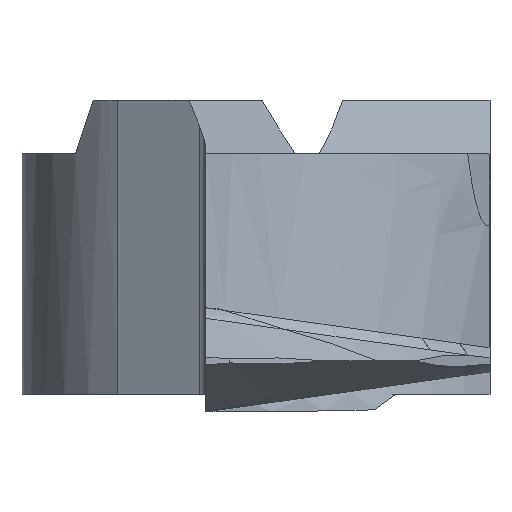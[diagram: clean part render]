
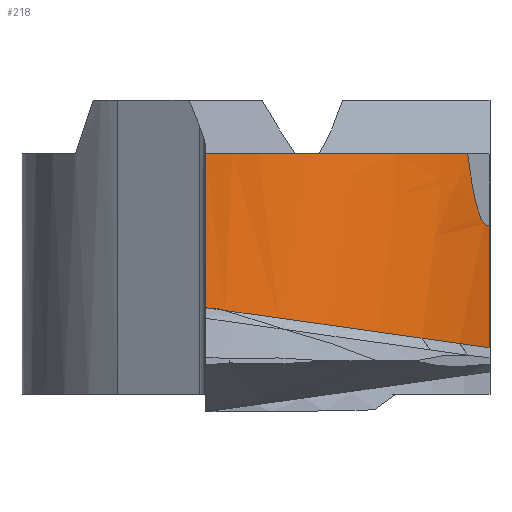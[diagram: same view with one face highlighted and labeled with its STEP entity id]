
A CAD part, left-side view. The second image highlights one B-rep face of the part: STEP entity #218.
In plain terms, the highlighted free-form (B-spline) face has degree [1, 3] with [2, 4] control points.
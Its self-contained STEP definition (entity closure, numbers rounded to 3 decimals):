
#43=(
BOUNDED_SURFACE()
B_SPLINE_SURFACE(1,3,((#1427,#1428,#1429,#1430),(#1431,#1432,#1433,#1434)),
 .UNSPECIFIED.,.F.,.F.,.F.)
B_SPLINE_SURFACE_WITH_KNOTS((2,2),(4,4),(0.,1.),(0.,1.),.UNSPECIFIED.)
GEOMETRIC_REPRESENTATION_ITEM()
RATIONAL_B_SPLINE_SURFACE(((1.,0.904,0.904,1.),
(1.,0.904,0.904,1.)))
REPRESENTATION_ITEM('')
SURFACE()
);
#136=LINE('',#1392,#179);
#179=VECTOR('',#1032,1.);
#218=ADVANCED_FACE('',(#261),#43,.F.);
#261=FACE_OUTER_BOUND('',#308,.T.);
#308=EDGE_LOOP('',(#508,#509,#510,#511,#512,#513,#514));
#321=CIRCLE('',#836,4.802);
#343=CIRCLE('',#887,4.802);
#508=ORIENTED_EDGE('',*,*,#654,.T.);
#509=ORIENTED_EDGE('',*,*,#743,.T.);
#510=ORIENTED_EDGE('',*,*,#744,.T.);
#511=ORIENTED_EDGE('',*,*,#726,.T.);
#512=ORIENTED_EDGE('',*,*,#668,.T.);
#513=ORIENTED_EDGE('',*,*,#671,.T.);
#514=ORIENTED_EDGE('',*,*,#736,.T.);
#576=VERTEX_POINT('',#1102);
#577=VERTEX_POINT('',#1107);
#590=VERTEX_POINT('',#1156);
#591=VERTEX_POINT('',#1157);
#593=VERTEX_POINT('',#1166);
#632=VERTEX_POINT('',#1344);
#639=VERTEX_POINT('',#1425);
#654=EDGE_CURVE('',#576,#577,#321,.T.);
#668=EDGE_CURVE('',#590,#591,#778,.T.);
#671=EDGE_CURVE('',#591,#593,#779,.T.);
#726=EDGE_CURVE('',#632,#590,#786,.T.);
#736=EDGE_CURVE('',#593,#576,#136,.T.);
#743=EDGE_CURVE('',#577,#639,#791,.T.);
#744=EDGE_CURVE('',#639,#632,#343,.T.);
#778=B_SPLINE_CURVE_WITH_KNOTS('',3,(#1150,#1151,#1152,#1153,#1154,#1155),
 .UNSPECIFIED.,.F.,.F.,(4,2,4),(0.,0.5,1.),.UNSPECIFIED.);
#779=B_SPLINE_CURVE_WITH_KNOTS('',3,(#1162,#1163,#1164,#1165),
 .UNSPECIFIED.,.F.,.F.,(4,4),(0.,1.),.UNSPECIFIED.);
#786=B_SPLINE_CURVE_WITH_KNOTS('',3,(#1338,#1339,#1340,#1341,#1342,#1343),
 .UNSPECIFIED.,.F.,.F.,(4,2,4),(0.,0.471,1.),.UNSPECIFIED.);
#791=B_SPLINE_CURVE_WITH_KNOTS('',3,(#1421,#1422,#1423,#1424),
 .UNSPECIFIED.,.F.,.F.,(4,4),(0.,1.),.UNSPECIFIED.);
#836=AXIS2_PLACEMENT_3D('',#1108,#904,#905);
#887=AXIS2_PLACEMENT_3D('',#1426,#1044,#1045);
#904=DIRECTION('',(0.,-0.139,0.99));
#905=DIRECTION('',(0.,0.99,0.139));
#1032=DIRECTION('',(-0.087,0.,-0.996));
#1044=DIRECTION('',(0.,-0.139,0.99));
#1045=DIRECTION('',(0.,0.99,0.139));
#1102=CARTESIAN_POINT('',(-4.701,0.75,-2.405));
#1107=CARTESIAN_POINT('',(-4.701,0.717,-2.41));
#1108=CARTESIAN_POINT('',(0.1,0.64,-2.42));
#1150=CARTESIAN_POINT('',(-2.4,-3.5,-1.174));
#1151=CARTESIAN_POINT('',(-2.58,-3.383,-1.229));
#1152=CARTESIAN_POINT('',(-2.697,-3.307,-0.921));
#1153=CARTESIAN_POINT('',(-2.821,-3.226,-0.545));
#1154=CARTESIAN_POINT('',(-2.868,-3.196,-0.346));
#1155=CARTESIAN_POINT('',(-2.917,-3.164,-0.1));
#1156=CARTESIAN_POINT('',(-2.4,-3.5,-1.174));
#1157=CARTESIAN_POINT('',(-2.917,-3.164,-0.1));
#1162=CARTESIAN_POINT('',(-2.917,-3.164,-0.1));
#1163=CARTESIAN_POINT('',(-4.026,-2.197,-0.1));
#1164=CARTESIAN_POINT('',(-4.62,-0.717,-0.1));
#1165=CARTESIAN_POINT('',(-4.499,0.75,-0.1));
#1166=CARTESIAN_POINT('',(-4.499,0.75,-0.1));
#1338=CARTESIAN_POINT('',(-2.261,-3.5,-3.002));
#1339=CARTESIAN_POINT('',(-2.283,-3.5,-2.715));
#1340=CARTESIAN_POINT('',(-2.305,-3.5,-2.428));
#1341=CARTESIAN_POINT('',(-2.351,-3.5,-1.819));
#1342=CARTESIAN_POINT('',(-2.375,-3.5,-1.496));
#1343=CARTESIAN_POINT('',(-2.4,-3.5,-1.174));
#1344=CARTESIAN_POINT('',(-2.261,-3.5,-3.002));
#1392=CARTESIAN_POINT('',(-4.324,0.75,1.9));
#1421=CARTESIAN_POINT('',(-4.701,0.717,-2.41));
#1422=CARTESIAN_POINT('',(-4.701,0.633,-2.408));
#1423=CARTESIAN_POINT('',(-4.701,0.547,-2.42));
#1424=CARTESIAN_POINT('',(-4.699,0.467,-2.445));
#1425=CARTESIAN_POINT('',(-4.699,0.467,-2.445));
#1426=CARTESIAN_POINT('',(0.1,0.64,-2.42));
#1427=CARTESIAN_POINT('',(-2.461,-3.513,-0.132));
#1428=CARTESIAN_POINT('',(-3.911,-2.544,0.004));
#1429=CARTESIAN_POINT('',(-4.644,-0.971,0.225));
#1430=CARTESIAN_POINT('',(-4.449,0.75,0.467));
#1431=CARTESIAN_POINT('',(-2.223,-3.521,-3.005));
#1432=CARTESIAN_POINT('',(-3.829,-2.642,-2.882));
#1433=CARTESIAN_POINT('',(-4.743,-1.067,-2.66));
#1434=CARTESIAN_POINT('',(-4.701,0.75,-2.405));
